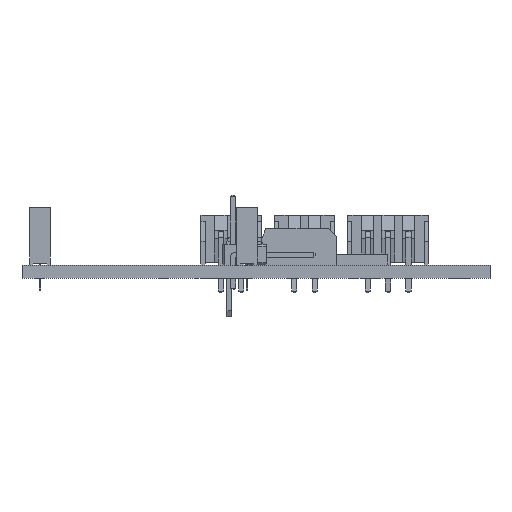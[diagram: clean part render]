
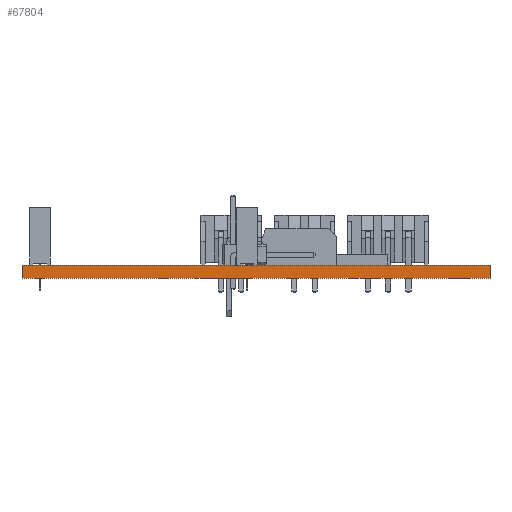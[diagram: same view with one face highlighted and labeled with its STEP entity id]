
A CAD part, front view. The second image highlights one B-rep face of the part: STEP entity #67804.
In plain terms, the highlighted planar face has unit normal (0, -1, 0).
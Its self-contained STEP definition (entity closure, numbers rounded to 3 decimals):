
#67804 = ADVANCED_FACE('',(#67805),#67819,.T.);
#67805 = FACE_BOUND('',#67806,.T.);
#67806 = EDGE_LOOP('',(#67807,#67842,#67870,#67898));
#67807 = ORIENTED_EDGE('',*,*,#67808,.T.);
#67808 = EDGE_CURVE('',#67809,#67811,#67813,.T.);
#67809 = VERTEX_POINT('',#67810);
#67810 = CARTESIAN_POINT('',(135.,-159.5,0.));
#67811 = VERTEX_POINT('',#67812);
#67812 = CARTESIAN_POINT('',(135.,-159.5,1.6));
#67813 = SURFACE_CURVE('',#67814,(#67818,#67830),.PCURVE_S1.);
#67814 = LINE('',#67815,#67816);
#67815 = CARTESIAN_POINT('',(135.,-159.5,0.));
#67816 = VECTOR('',#67817,1.);
#67817 = DIRECTION('',(0.,0.,1.));
#67818 = PCURVE('',#67819,#67824);
#67819 = PLANE('',#67820);
#67820 = AXIS2_PLACEMENT_3D('',#67821,#67822,#67823);
#67821 = CARTESIAN_POINT('',(135.,-159.5,0.));
#67822 = DIRECTION('',(0.,-1.,0.));
#67823 = DIRECTION('',(-1.,0.,0.));
#67824 = DEFINITIONAL_REPRESENTATION('',(#67825),#67829);
#67825 = LINE('',#67826,#67827);
#67826 = CARTESIAN_POINT('',(0.,-0.));
#67827 = VECTOR('',#67828,1.);
#67828 = DIRECTION('',(0.,-1.));
#67829 = ( GEOMETRIC_REPRESENTATION_CONTEXT(2) 
PARAMETRIC_REPRESENTATION_CONTEXT() REPRESENTATION_CONTEXT('2D SPACE',''
  ) );
#67830 = PCURVE('',#67831,#67836);
#67831 = PLANE('',#67832);
#67832 = AXIS2_PLACEMENT_3D('',#67833,#67834,#67835);
#67833 = CARTESIAN_POINT('',(135.,-71.5,0.));
#67834 = DIRECTION('',(1.,0.,-0.));
#67835 = DIRECTION('',(0.,-1.,0.));
#67836 = DEFINITIONAL_REPRESENTATION('',(#67837),#67841);
#67837 = LINE('',#67838,#67839);
#67838 = CARTESIAN_POINT('',(88.,0.));
#67839 = VECTOR('',#67840,1.);
#67840 = DIRECTION('',(0.,-1.));
#67841 = ( GEOMETRIC_REPRESENTATION_CONTEXT(2) 
PARAMETRIC_REPRESENTATION_CONTEXT() REPRESENTATION_CONTEXT('2D SPACE',''
  ) );
#67842 = ORIENTED_EDGE('',*,*,#67843,.T.);
#67843 = EDGE_CURVE('',#67811,#67844,#67846,.T.);
#67844 = VERTEX_POINT('',#67845);
#67845 = CARTESIAN_POINT('',(77.6,-159.5,1.6));
#67846 = SURFACE_CURVE('',#67847,(#67851,#67858),.PCURVE_S1.);
#67847 = LINE('',#67848,#67849);
#67848 = CARTESIAN_POINT('',(135.,-159.5,1.6));
#67849 = VECTOR('',#67850,1.);
#67850 = DIRECTION('',(-1.,0.,0.));
#67851 = PCURVE('',#67819,#67852);
#67852 = DEFINITIONAL_REPRESENTATION('',(#67853),#67857);
#67853 = LINE('',#67854,#67855);
#67854 = CARTESIAN_POINT('',(0.,-1.6));
#67855 = VECTOR('',#67856,1.);
#67856 = DIRECTION('',(1.,0.));
#67857 = ( GEOMETRIC_REPRESENTATION_CONTEXT(2) 
PARAMETRIC_REPRESENTATION_CONTEXT() REPRESENTATION_CONTEXT('2D SPACE',''
  ) );
#67858 = PCURVE('',#67859,#67864);
#67859 = PLANE('',#67860);
#67860 = AXIS2_PLACEMENT_3D('',#67861,#67862,#67863);
#67861 = CARTESIAN_POINT('',(106.3,-115.5,1.6));
#67862 = DIRECTION('',(-0.,-0.,-1.));
#67863 = DIRECTION('',(-1.,0.,0.));
#67864 = DEFINITIONAL_REPRESENTATION('',(#67865),#67869);
#67865 = LINE('',#67866,#67867);
#67866 = CARTESIAN_POINT('',(-28.7,-44.));
#67867 = VECTOR('',#67868,1.);
#67868 = DIRECTION('',(1.,0.));
#67869 = ( GEOMETRIC_REPRESENTATION_CONTEXT(2) 
PARAMETRIC_REPRESENTATION_CONTEXT() REPRESENTATION_CONTEXT('2D SPACE',''
  ) );
#67870 = ORIENTED_EDGE('',*,*,#67871,.F.);
#67871 = EDGE_CURVE('',#67872,#67844,#67874,.T.);
#67872 = VERTEX_POINT('',#67873);
#67873 = CARTESIAN_POINT('',(77.6,-159.5,0.));
#67874 = SURFACE_CURVE('',#67875,(#67879,#67886),.PCURVE_S1.);
#67875 = LINE('',#67876,#67877);
#67876 = CARTESIAN_POINT('',(77.6,-159.5,0.));
#67877 = VECTOR('',#67878,1.);
#67878 = DIRECTION('',(0.,0.,1.));
#67879 = PCURVE('',#67819,#67880);
#67880 = DEFINITIONAL_REPRESENTATION('',(#67881),#67885);
#67881 = LINE('',#67882,#67883);
#67882 = CARTESIAN_POINT('',(57.4,0.));
#67883 = VECTOR('',#67884,1.);
#67884 = DIRECTION('',(0.,-1.));
#67885 = ( GEOMETRIC_REPRESENTATION_CONTEXT(2) 
PARAMETRIC_REPRESENTATION_CONTEXT() REPRESENTATION_CONTEXT('2D SPACE',''
  ) );
#67886 = PCURVE('',#67887,#67892);
#67887 = PLANE('',#67888);
#67888 = AXIS2_PLACEMENT_3D('',#67889,#67890,#67891);
#67889 = CARTESIAN_POINT('',(77.6,-159.5,0.));
#67890 = DIRECTION('',(-1.,0.,0.));
#67891 = DIRECTION('',(0.,1.,0.));
#67892 = DEFINITIONAL_REPRESENTATION('',(#67893),#67897);
#67893 = LINE('',#67894,#67895);
#67894 = CARTESIAN_POINT('',(0.,0.));
#67895 = VECTOR('',#67896,1.);
#67896 = DIRECTION('',(0.,-1.));
#67897 = ( GEOMETRIC_REPRESENTATION_CONTEXT(2) 
PARAMETRIC_REPRESENTATION_CONTEXT() REPRESENTATION_CONTEXT('2D SPACE',''
  ) );
#67898 = ORIENTED_EDGE('',*,*,#67899,.F.);
#67899 = EDGE_CURVE('',#67809,#67872,#67900,.T.);
#67900 = SURFACE_CURVE('',#67901,(#67905,#67912),.PCURVE_S1.);
#67901 = LINE('',#67902,#67903);
#67902 = CARTESIAN_POINT('',(135.,-159.5,0.));
#67903 = VECTOR('',#67904,1.);
#67904 = DIRECTION('',(-1.,0.,0.));
#67905 = PCURVE('',#67819,#67906);
#67906 = DEFINITIONAL_REPRESENTATION('',(#67907),#67911);
#67907 = LINE('',#67908,#67909);
#67908 = CARTESIAN_POINT('',(0.,-0.));
#67909 = VECTOR('',#67910,1.);
#67910 = DIRECTION('',(1.,0.));
#67911 = ( GEOMETRIC_REPRESENTATION_CONTEXT(2) 
PARAMETRIC_REPRESENTATION_CONTEXT() REPRESENTATION_CONTEXT('2D SPACE',''
  ) );
#67912 = PCURVE('',#67913,#67918);
#67913 = PLANE('',#67914);
#67914 = AXIS2_PLACEMENT_3D('',#67915,#67916,#67917);
#67915 = CARTESIAN_POINT('',(106.3,-115.5,0.));
#67916 = DIRECTION('',(-0.,-0.,-1.));
#67917 = DIRECTION('',(-1.,0.,0.));
#67918 = DEFINITIONAL_REPRESENTATION('',(#67919),#67923);
#67919 = LINE('',#67920,#67921);
#67920 = CARTESIAN_POINT('',(-28.7,-44.));
#67921 = VECTOR('',#67922,1.);
#67922 = DIRECTION('',(1.,0.));
#67923 = ( GEOMETRIC_REPRESENTATION_CONTEXT(2) 
PARAMETRIC_REPRESENTATION_CONTEXT() REPRESENTATION_CONTEXT('2D SPACE',''
  ) );
